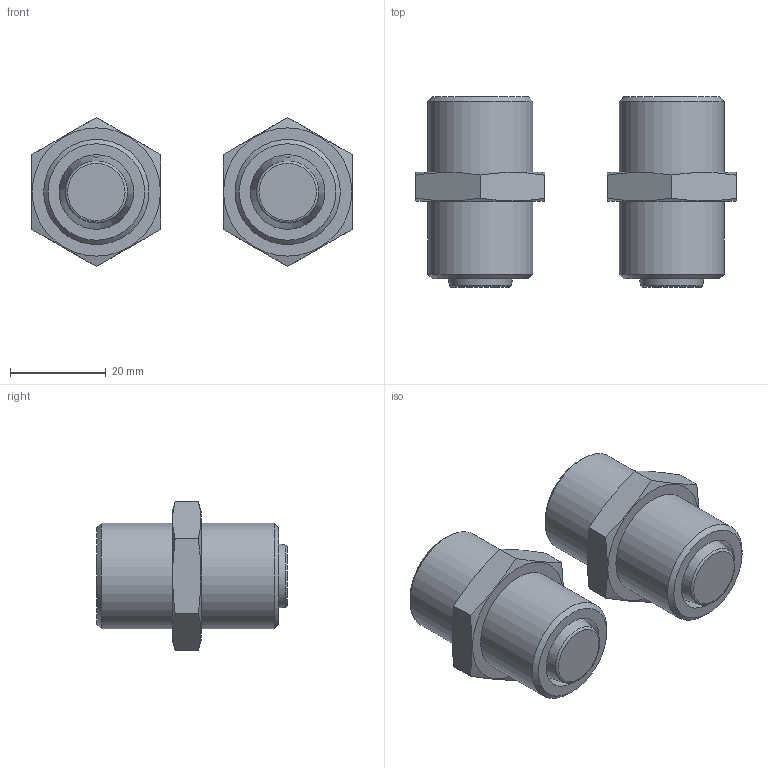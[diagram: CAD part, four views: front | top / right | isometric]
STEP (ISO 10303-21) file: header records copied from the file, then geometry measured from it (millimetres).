
FILE_DESCRIPTION(/* description */ ('STEP AP214'),/* implementation_level */ '2;1');
FILE_NAME(/* name */ '552086_DSM-63-P-B',/* time_stamp */ '2024-08-21T18:55:32+02:00',/* author */ ('License CC BY-ND 4.0'),/* organization */ ('CADENAS'),/* preprocessor_version */ 'ST-DEVELOPER v19.3',/* originating_system */ 'PARTsolutions',/* authorisation */ ' ');
FILE_SCHEMA (('AUTOMOTIVE_DESIGN {1 0 10303 214 3 1 1}'));
Length unit declared in the file: millimetre
Products named in the file (4): 552086 DSM-63-P-B; 714516 DSM-63-P-B; 337143 VAL-1/8-10 M22X1.5-6-27; 668356 DFM-50/63-B
Assembly tree (6 placements, depth 2):
  552086 DSM-63-P-B
    714516 DSM-63-P-B  x2
    337143 VAL-1/8-10 M22X1.5-6-27  x2
    668356 DFM-50/63-B  x2
Bounding box: 67 x 39.8 x 31.18 mm (x, y, z)
Volume: 31805.4 mm3; surface area: 13426.6 mm2
Topology: 6 solids, 6 shells, 76 faces, 168 edges, 108 vertices
Faces by surface type: plane 40, cone 18, cylinder 12, torus 6
Full cylindrical faces by diameter (mm): 15.6 x2, 20.376 x2, 22 x2
Entity records: 1125 total; most frequent: CARTESIAN_POINT 266, DIRECTION 154, ORIENTED_EDGE 130, EDGE_CURVE 65, AXIS2_PLACEMENT_3D 64, FACE_BOUND 57, EDGE_LOOP 56, VERTEX_POINT 50
